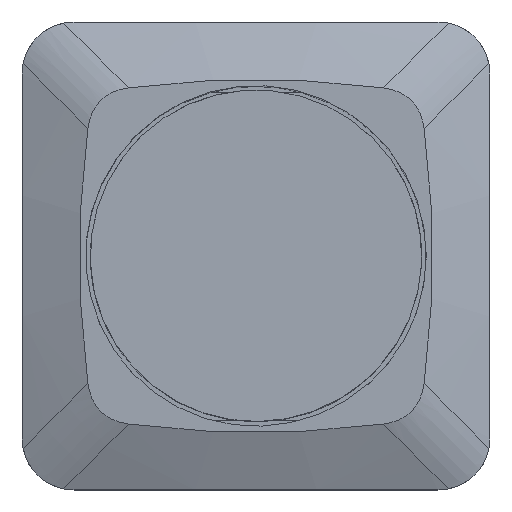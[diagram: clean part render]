
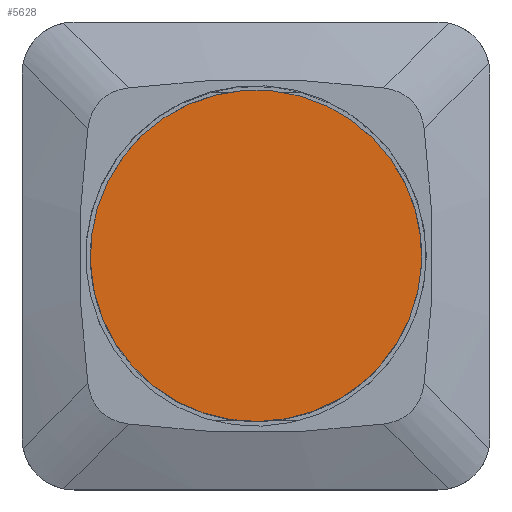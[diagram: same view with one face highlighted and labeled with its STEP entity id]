
A CAD part, top view. The second image highlights one B-rep face of the part: STEP entity #5628.
In plain terms, the highlighted planar face has unit normal (0, 0, 1).
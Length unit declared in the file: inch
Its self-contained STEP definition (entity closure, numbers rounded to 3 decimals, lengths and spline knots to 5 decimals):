
#5612=CARTESIAN_POINT('',(0.,0.39044,0.19685));
#5613=DIRECTION('',(0.0,0.0,1.0));
#5614=DIRECTION('',(1.0,0.0,0.0));
#5615=AXIS2_PLACEMENT_3D('',#5612,#5613,#5614);
#5616=PLANE('',#5615);
#5617=CARTESIAN_POINT('',(0.17747,0.17747,0.19685));
#5618=VERTEX_POINT('',#5617);
#5619=CARTESIAN_POINT('',(0.0,0.,0.19685));
#5620=DIRECTION('',(0.0,0.0,1.0));
#5621=DIRECTION('',(-0.707,-0.707,0.0));
#5622=AXIS2_PLACEMENT_3D('',#5619,#5620,#5621);
#5623=CIRCLE('',#5622,0.25098);
#5624=EDGE_CURVE('',#5618,#5618,#5623,.T.);
#5625=ORIENTED_EDGE('',*,*,#5624,.T.);
#5626=EDGE_LOOP('',(#5625));
#5627=FACE_OUTER_BOUND('',#5626,.T.);
#5628=ADVANCED_FACE('',(#5627),#5616,.T.);
